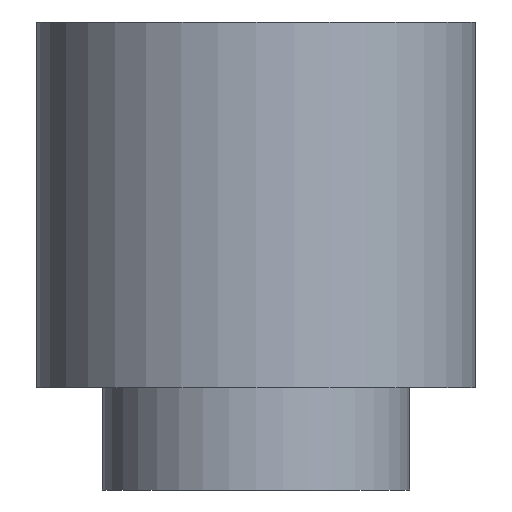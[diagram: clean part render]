
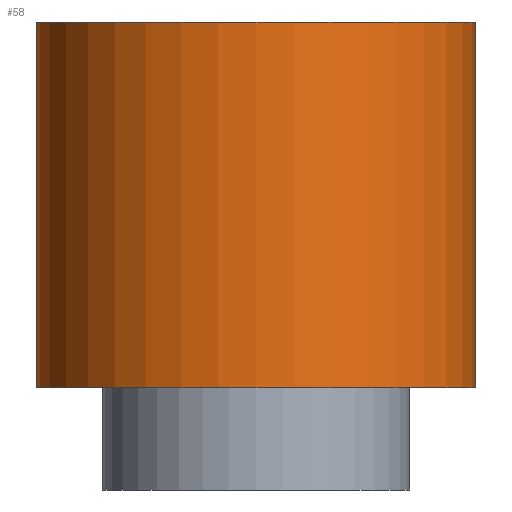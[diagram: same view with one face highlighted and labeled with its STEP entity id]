
A CAD part, front view. The second image highlights one B-rep face of the part: STEP entity #58.
In plain terms, the highlighted cylindrical face has radius 3 mm (diameter 6 mm), a full revolution.
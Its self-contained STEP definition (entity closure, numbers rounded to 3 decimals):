
#12=CARTESIAN_POINT('',(0.,0.,0.));
#13=DIRECTION('',(0.,0.,1.));
#29=ORIENTED_EDGE('',*,*,#30,.T.);
#30=EDGE_CURVE('',#31,#31,#33,.T.);
#31=VERTEX_POINT('',#32);
#32=CARTESIAN_POINT('',(3.,0.,5.));
#33=CIRCLE('',#34,3.);
#34=AXIS2_PLACEMENT_3D('',#35,#13,#36);
#35=CARTESIAN_POINT('',(0.,0.,5.));
#36=DIRECTION('',(1.,0.,0.));
#58=ADVANCED_FACE('',(#59),#72,.T.);
#59=FACE_BOUND('',#60,.F.);
#60=EDGE_LOOP('',(#61,#29,#67,#68));
#61=ORIENTED_EDGE('',*,*,#62,.T.);
#62=EDGE_CURVE('',#63,#31,#65,.T.);
#63=VERTEX_POINT('',#64);
#64=CARTESIAN_POINT('',(3.,0.,0.));
#65=LINE('',#64,#66);
#66=VECTOR('',#13,1.);
#67=ORIENTED_EDGE('',*,*,#62,.F.);
#68=ORIENTED_EDGE('',*,*,#69,.F.);
#69=EDGE_CURVE('',#63,#63,#70,.T.);
#70=CIRCLE('',#71,3.);
#71=AXIS2_PLACEMENT_3D('',#12,#13,#36);
#72=CYLINDRICAL_SURFACE('',#73,3.);
#73=AXIS2_PLACEMENT_3D('',#12,#74,#36);
#74=DIRECTION('',(-0.,-0.,-1.));
